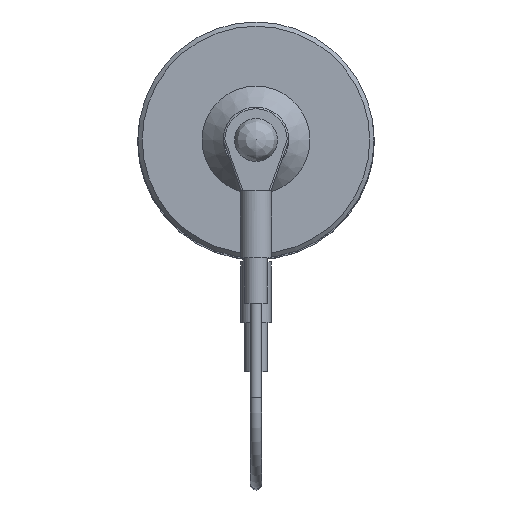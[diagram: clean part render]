
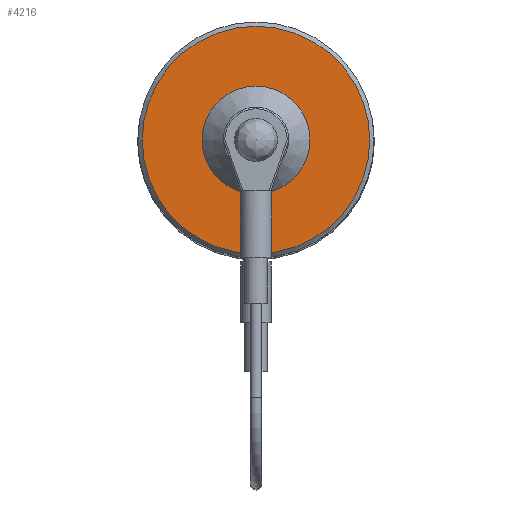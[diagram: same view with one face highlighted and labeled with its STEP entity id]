
A CAD part, top view. The second image highlights one B-rep face of the part: STEP entity #4216.
In plain terms, the highlighted planar face has unit normal (0, 0, 1).
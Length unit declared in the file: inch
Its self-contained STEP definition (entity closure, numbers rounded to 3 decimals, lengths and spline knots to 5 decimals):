
#330 = AXIS2_PLACEMENT_3D ( 'NONE', #966, #2609, #2773 ) ;
#471 = CIRCLE ( 'NONE', #11182, 0.665 ) ;
#966 = CARTESIAN_POINT ( 'NONE',  ( -0.315, 0., -0.14 ) ) ;
#1142 = CARTESIAN_POINT ( 'NONE',  ( 0., 0., -0.14 ) ) ;
#2099 = CARTESIAN_POINT ( 'NONE',  ( 0.665, 0., -0.14 ) ) ;
#2473 = AXIS2_PLACEMENT_3D ( 'NONE', #1142, #5081, #4622 ) ;
#2609 = DIRECTION ( 'NONE',  ( 0., 0., 1. ) ) ;
#2773 = DIRECTION ( 'NONE',  ( 1., 0., 0. ) ) ;
#2872 = EDGE_CURVE ( 'NONE', #6502, #6502, #471, .T. ) ;
#4195 = ORIENTED_EDGE ( 'NONE', *, *, #2872, .T. ) ;
#4216 = ADVANCED_FACE ( 'NONE', ( #6831, #13564 ), #12507, .T. ) ;
#4622 = DIRECTION ( 'NONE',  ( 1., 0., 0. ) ) ;
#5081 = DIRECTION ( 'NONE',  ( 0., 0., 1. ) ) ;
#5707 = EDGE_CURVE ( 'NONE', #14711, #14711, #16304, .T. ) ;
#6502 = VERTEX_POINT ( 'NONE', #2099 ) ;
#6831 = FACE_OUTER_BOUND ( 'NONE', #7027, .T. ) ;
#7027 = EDGE_LOOP ( 'NONE', ( #4195 ) ) ;
#7496 = ORIENTED_EDGE ( 'NONE', *, *, #5707, .F. ) ;
#11182 = AXIS2_PLACEMENT_3D ( 'NONE', #14531, #15081, #14993 ) ;
#11522 = CARTESIAN_POINT ( 'NONE',  ( 0.315, 0., -0.14 ) ) ;
#12507 = PLANE ( 'NONE',  #330 ) ;
#13564 = FACE_BOUND ( 'NONE', #16271, .T. ) ;
#14531 = CARTESIAN_POINT ( 'NONE',  ( 0., 0., -0.14 ) ) ;
#14711 = VERTEX_POINT ( 'NONE', #11522 ) ;
#14993 = DIRECTION ( 'NONE',  ( 1., 0., 0. ) ) ;
#15081 = DIRECTION ( 'NONE',  ( 0., 0., 1. ) ) ;
#16271 = EDGE_LOOP ( 'NONE', ( #7496 ) ) ;
#16304 = CIRCLE ( 'NONE', #2473, 0.315 ) ;
